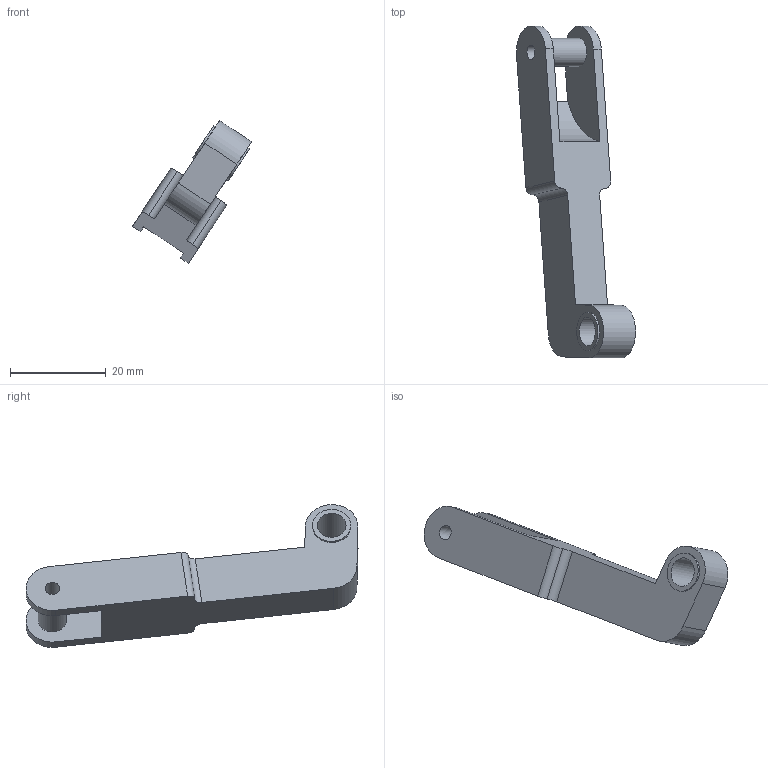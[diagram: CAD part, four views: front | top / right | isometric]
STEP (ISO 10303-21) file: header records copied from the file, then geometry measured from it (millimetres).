
FILE_DESCRIPTION(/* description */ (''),/* implementation_level */ '2;1');
FILE_NAME(/* name */ 'min_link2.step',/* time_stamp */ '2025-05-29T19:40:02+07:00',/* author */ (''),/* organization */ (''),/* preprocessor_version */ 'ST-DEVELOPER v20.1',/* originating_system */ 'Autodesk Translation Framework v14.10.0.0',/* authorisation */ '');
FILE_SCHEMA (('AUTOMOTIVE_DESIGN { 1 0 10303 214 3 1 1 }'));
Length unit declared in the file: millimetre
Products named in the file (4): full_V4_doraemon_hand_fix; bush; outer; min_link_2
Assembly tree (3 placements, depth 3):
  full_V4_doraemon_hand_fix
    bush
      outer
    min_link_2
Bounding box: 24.87 x 69.3 x 29.8 mm (x, y, z)
Volume: 6673.4 mm3; surface area: 4471.5 mm2
Topology: 2 solids, 2 shells, 26 faces, 66 edges, 44 vertices
Faces by surface type: cylinder 14, plane 12
Full cylindrical faces by diameter (mm): 3 x1, 5.9 x1, 6 x1, 8 x2
Entity records: 919 total; most frequent: DIRECTION 160, CARTESIAN_POINT 143, ORIENTED_EDGE 132, EDGE_CURVE 66, AXIS2_PLACEMENT_3D 61, VERTEX_POINT 44, LINE 38, VECTOR 38
